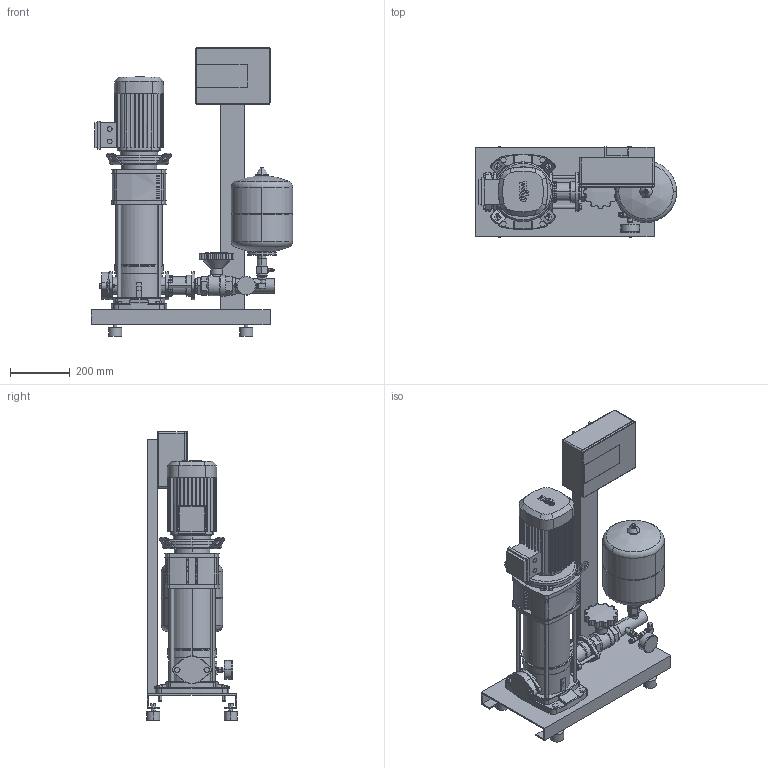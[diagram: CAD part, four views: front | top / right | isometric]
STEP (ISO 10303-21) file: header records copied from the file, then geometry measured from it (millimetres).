
FILE_DESCRIPTION((''),'2;1');
FILE_NAME('3d_CO-1HelixV1004_CE+-2534078.stp','2016-01-25T11:50:27',(''),(''),'Mechanical Desktop 2009','Mechanical Desktop 2009',', , ');
FILE_SCHEMA(('CONFIG_CONTROL_DESIGN'));
Length unit declared in the file: millimetre
Products named in the file (1): Product
Bounding box: 676 x 304 x 970 mm (x, y, z)
Volume: 33036402 mm3; surface area: 2843602.7 mm2
Topology: 52 solids, 52 shells, 1609 faces, 4028 edges, 2608 vertices
Faces by surface type: plane 625, cylinder 450, bspline 349, cone 108, torus 70, sphere 7
Entity records: 53904 total; most frequent: CARTESIAN_POINT 15371, ORIENTED_EDGE 8052, DIRECTION 7869, EDGE_CURVE 4026, AXIS2_PLACEMENT_3D 2817, VERTEX_POINT 2607, VECTOR 2235, LINE 2235
